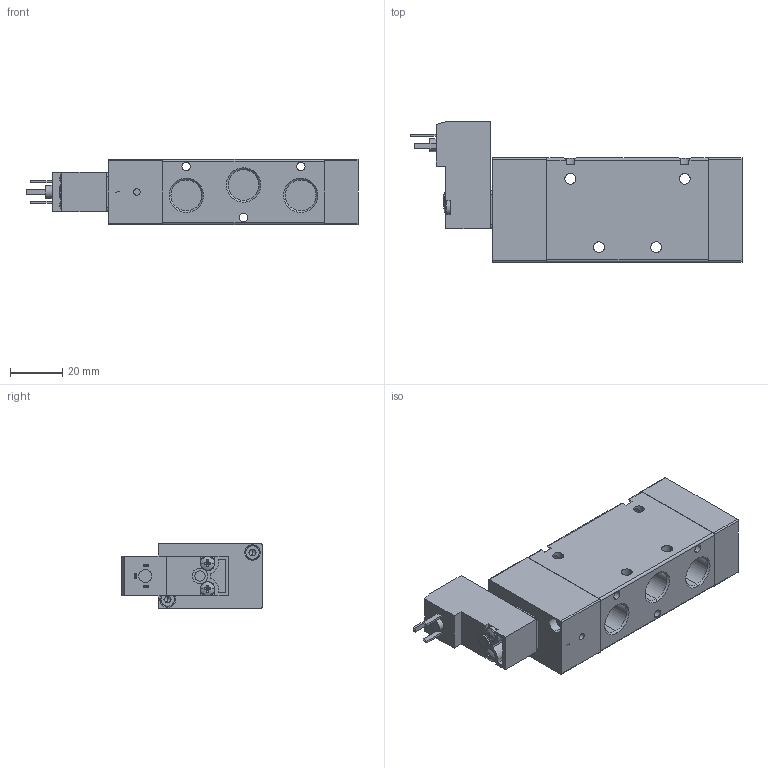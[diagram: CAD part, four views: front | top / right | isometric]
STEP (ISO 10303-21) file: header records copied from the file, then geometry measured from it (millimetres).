
FILE_DESCRIPTION (( 'STEP AP214' ), '1' );
FILE_NAME ('01_111_4.STEP', '2015-12-21T13:15:45', ( '' ), ( '' ), 'SwSTEP 2.0', 'SolidWorks 2016', '' );
FILE_SCHEMA (( 'AUTOMOTIVE_DESIGN' ));
Length unit declared in the file: millimetre
Products named in the file (1): 01_111_4
Bounding box: 127.6 x 53.9 x 25 mm (x, y, z)
Volume: 98376.8 mm3; surface area: 28506.7 mm2
Topology: 9 solids, 9 shells, 421 faces, 1014 edges, 629 vertices
Faces by surface type: plane 228, cylinder 98, cone 49, torus 20, bspline 20, sphere 6
Entity records: 14538 total; most frequent: CARTESIAN_POINT 3753, DIRECTION 2069, ORIENTED_EDGE 1994, EDGE_CURVE 997, AXIS2_PLACEMENT_3D 752, VERTEX_POINT 626, LINE 565, VECTOR 565
